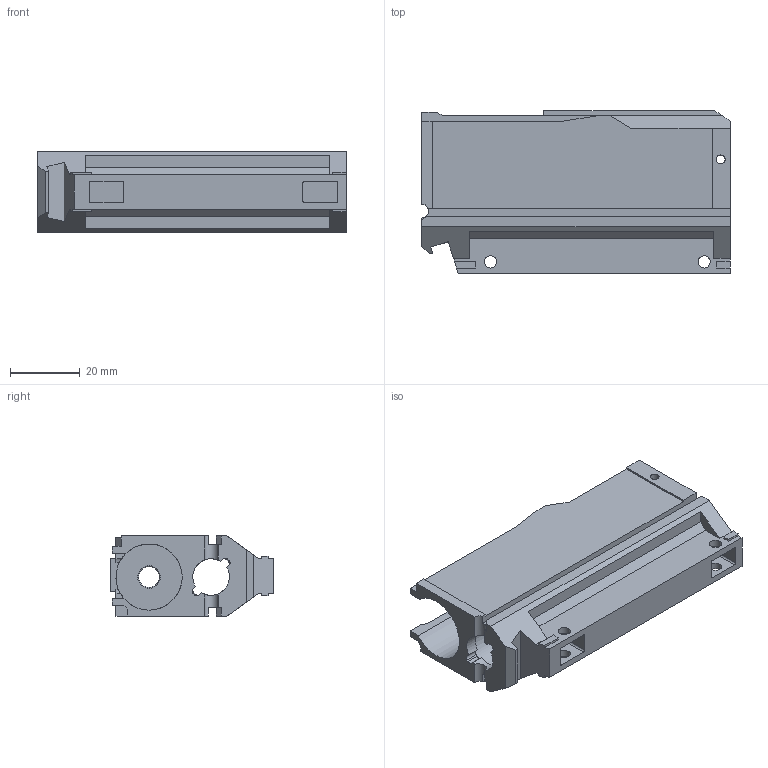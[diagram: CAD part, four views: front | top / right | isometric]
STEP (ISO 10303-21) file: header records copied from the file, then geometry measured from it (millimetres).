
FILE_DESCRIPTION(/* description */ (''),/* implementation_level */ '2;1');
FILE_NAME(/* name */ 'PTS masada bolt v14.step',/* time_stamp */ '2024-09-27T12:18:48-04:00',/* author */ (''),/* organization */ (''),/* preprocessor_version */ 'ST-DEVELOPER v20',/* originating_system */ 'Autodesk Translation Framework v13.14.0.145',/* authorisation */ '');
FILE_SCHEMA (('AUTOMOTIVE_DESIGN { 1 0 10303 214 3 1 1 }'));
Length unit declared in the file: millimetre
Products named in the file (1): PTS masada bolt
Bounding box: 88.5 x 46.6 x 23 mm (x, y, z)
Volume: 37325.9 mm3; surface area: 22788 mm2
Topology: 1 solids, 1 shells, 148 faces, 423 edges, 280 vertices
Faces by surface type: plane 113, cylinder 32, cone 3
Full cylindrical faces by diameter (mm): 2 x3, 2.5 x1, 3.5 x4, 6 x1, 13.25 x1, 19 x1
Entity records: 4984 total; most frequent: CARTESIAN_POINT 986, ORIENTED_EDGE 846, DIRECTION 792, EDGE_CURVE 423, LINE 334, VECTOR 334, VERTEX_POINT 280, AXIS2_PLACEMENT_3D 229
